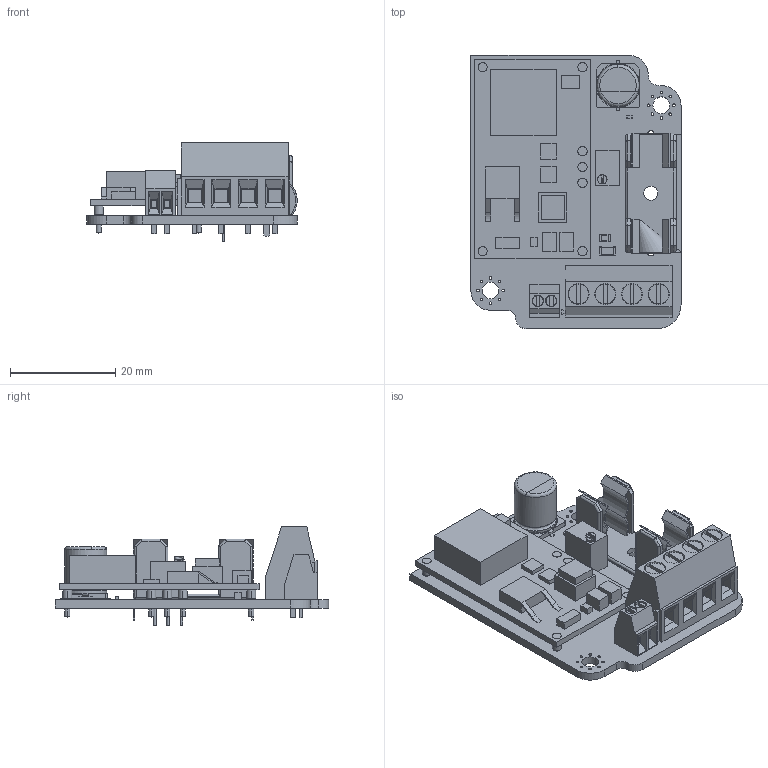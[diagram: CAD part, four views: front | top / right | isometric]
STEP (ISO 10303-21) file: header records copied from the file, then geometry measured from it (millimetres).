
FILE_DESCRIPTION(('FreeCAD Model'),'2;1');
FILE_NAME('ModuleAlim6A_2.step','2021-03-15T22:47:44', ('Author'),(''),'Open CASCADE STEP processor 7.5','FreeCAD','Unknown' );
FILE_SCHEMA(('AUTOMOTIVE_DESIGN { 1 0 10303 214 1 1 1 1 }'));
Length unit declared in the file: millimetre
Products named in the file (1): ModuleAlim6A
Bounding box: 40.02 x 52 x 18.68 mm (x, y, z)
Volume: 8744.6 mm3; surface area: 12562.8 mm2
Topology: 11 solids, 11 shells, 705 faces, 1763 edges, 1130 vertices
Faces by surface type: plane 470, cylinder 197, bspline 33, torus 4, revolution 1
Full cylindrical faces by diameter (mm): 0.002 x1, 0.46 x3, 0.5 x16, 0.8 x3, 1.1 x6, 1.3 x6, 1.4 x7, 2 x2, 2.2 x2, 2.7 x2, 3.2 x2, 4 x4, 8 x2, 8.766 x2
Entity records: 47095 total; most frequent: CARTESIAN_POINT 11551, DIRECTION 6671, LINE 4119, VECTOR 4119, ORIENTED_EDGE 3482, PCURVE 3482, DEFINITIONAL_REPRESENTATION 3482, EDGE_CURVE 1741
